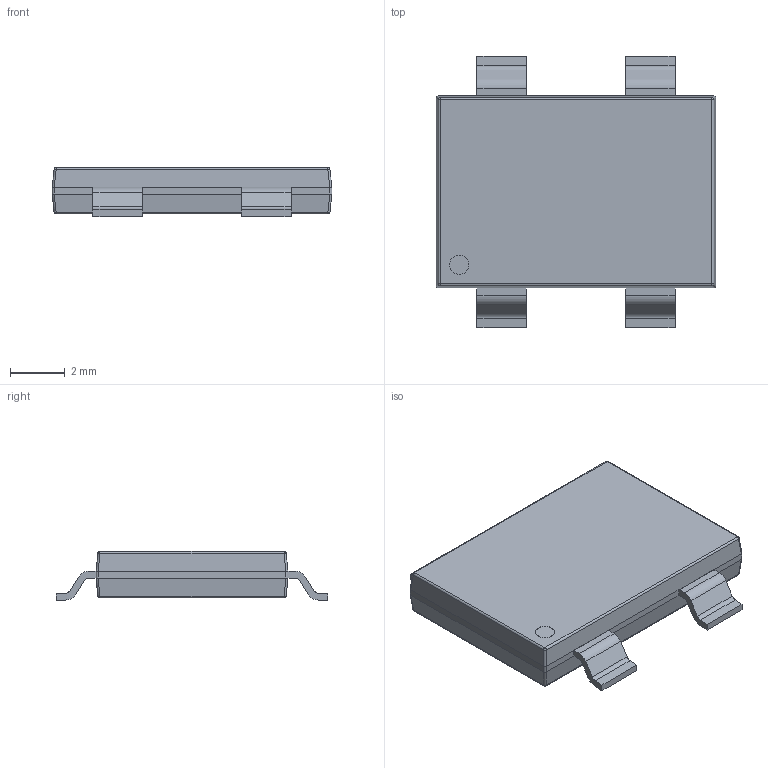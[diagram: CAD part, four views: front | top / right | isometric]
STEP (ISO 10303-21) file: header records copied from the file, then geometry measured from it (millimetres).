
FILE_DESCRIPTION (( 'STEP AP214' ), '1' );
FILE_NAME ('HBS510-HF.STEP', '2023-03-11T04:17:55', ( '' ), ( '' ), 'SwSTEP 2.0', 'SolidWorks 2022', '' );
FILE_SCHEMA (( 'AUTOMOTIVE_DESIGN' ));
Length unit declared in the file: millimetre
Products named in the file (1): HBS510-HF
Bounding box: 10.2 x 9.9 x 1.8 mm (x, y, z)
Volume: 122.7 mm3; surface area: 228.5 mm2
Topology: 6 solids, 6 shells, 105 faces, 252 edges, 160 vertices
Faces by surface type: plane 57, cylinder 40, sphere 8
Entity records: 3713 total; most frequent: CARTESIAN_POINT 590, ORIENTED_EDGE 504, DIRECTION 504, EDGE_CURVE 252, AXIS2_PLACEMENT_3D 170, VECTOR 164, LINE 164, VERTEX_POINT 160
